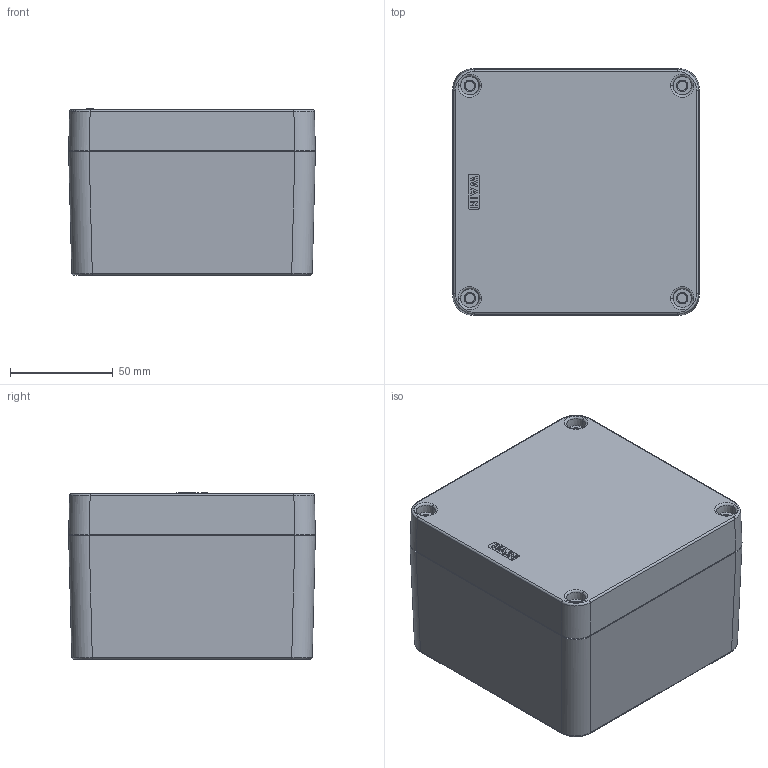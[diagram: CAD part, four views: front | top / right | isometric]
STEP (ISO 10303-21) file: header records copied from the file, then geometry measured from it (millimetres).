
FILE_DESCRIPTION((''),'2;1');
FILE_NAME('3D_1395000009001_MTB-_SW0001','2024-03-19T',('13001'),(''),'PRO/ENGINEER BY PARAMETRIC TECHNOLOGY CORPORATION, 2012480','PRO/ENGINEER BY PARAMETRIC TECHNOLOGY CORPORATION, 2012480','');
FILE_SCHEMA(('CONFIG_CONTROL_DESIGN'));
Length unit declared in the file: inch
Products named in the file (1): 3D_1395000009001_MTB-_SW0001
Bounding box: 120.2 x 120.2 x 80.95 mm (x, y, z)
Volume: 287857.5 mm3; surface area: 136754.4 mm2
Topology: 2 solids, 2 shells, 504 faces, 1264 edges, 794 vertices
Faces by surface type: cylinder 208, plane 140, torus 104, cone 40, bspline 12
Entity records: 16386 total; most frequent: CARTESIAN_POINT 4354, ORIENTED_EDGE 2528, DIRECTION 2506, EDGE_CURVE 1264, AXIS2_PLACEMENT_3D 976, VERTEX_POINT 794, VECTOR 554, LINE 554
